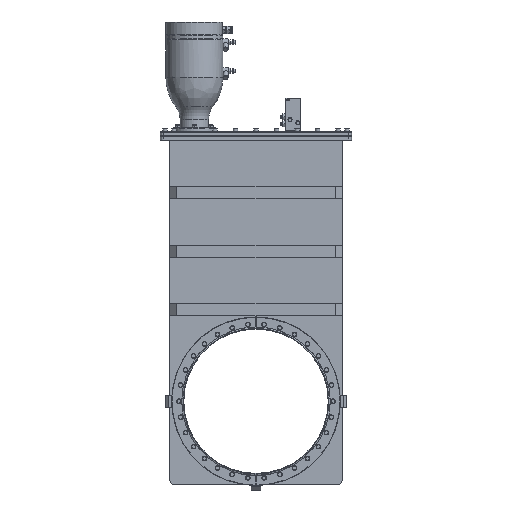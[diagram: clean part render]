
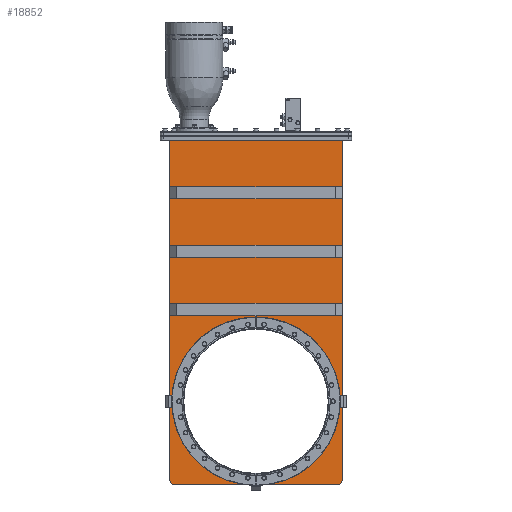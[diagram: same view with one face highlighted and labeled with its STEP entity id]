
A CAD part, top view. The second image highlights one B-rep face of the part: STEP entity #18852.
In plain terms, the highlighted planar face has unit normal (0, 0, 1).
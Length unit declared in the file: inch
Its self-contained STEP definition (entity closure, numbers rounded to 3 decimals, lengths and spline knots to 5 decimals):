
#2991=DIRECTION('',(-1.,0.,0.));
#2992=VECTOR('',#2991,6.02507);
#2993=CARTESIAN_POINT('',(6.703,-6.947,0.827));
#2994=LINE('',#2993,#2992);
#2995=CARTESIAN_POINT('',(0.,0.,0.827));
#2996=DIRECTION('',(0.,0.,-1.));
#2997=DIRECTION('',(0.,1.,0.));
#2998=AXIS2_PLACEMENT_3D('',#2995,#2996,#2997);
#3000=CARTESIAN_POINT('',(0.,0.,0.827));
#3001=DIRECTION('',(0.,0.,1.));
#3002=DIRECTION('',(0.,1.,0.));
#3003=AXIS2_PLACEMENT_3D('',#3000,#3001,#3002);
#3005=DIRECTION('',(-1.,0.,0.));
#3006=VECTOR('',#3005,6.02507);
#3007=CARTESIAN_POINT('',(-0.67793,-6.947,0.827));
#3008=LINE('',#3007,#3006);
#3009=DIRECTION('',(0.,-1.,0.));
#3010=VECTOR('',#3009,28.115);
#3011=CARTESIAN_POINT('',(-7.202,21.667,0.827));
#3012=LINE('',#3011,#3010);
#3013=DIRECTION('',(1.,0.,0.));
#3014=VECTOR('',#3013,14.404);
#3015=CARTESIAN_POINT('',(-7.202,21.667,0.827));
#3016=LINE('',#3015,#3014);
#3017=DIRECTION('',(0.,1.,0.));
#3018=VECTOR('',#3017,28.115);
#3019=CARTESIAN_POINT('',(7.202,-6.448,0.827));
#3020=LINE('',#3019,#3018);
#3021=DIRECTION('',(0.,-1.,0.));
#3022=VECTOR('',#3021,1.);
#3023=CARTESIAN_POINT('',(-7.182,8.12,0.827));
#3024=LINE('',#3023,#3022);
#3025=DIRECTION('',(1.,0.,0.));
#3026=VECTOR('',#3025,14.364);
#3027=CARTESIAN_POINT('',(-7.182,7.12,0.827));
#3028=LINE('',#3027,#3026);
#3029=DIRECTION('',(0.,1.,0.));
#3030=VECTOR('',#3029,1.);
#3031=CARTESIAN_POINT('',(7.182,7.12,0.827));
#3032=LINE('',#3031,#3030);
#3033=DIRECTION('',(-1.,0.,0.));
#3034=VECTOR('',#3033,14.364);
#3035=CARTESIAN_POINT('',(7.182,8.12,0.827));
#3036=LINE('',#3035,#3034);
#3037=DIRECTION('',(0.,-1.,0.));
#3038=VECTOR('',#3037,1.);
#3039=CARTESIAN_POINT('',(-7.182,12.97,0.827));
#3040=LINE('',#3039,#3038);
#3041=DIRECTION('',(1.,0.,0.));
#3042=VECTOR('',#3041,14.364);
#3043=CARTESIAN_POINT('',(-7.182,11.97,0.827));
#3044=LINE('',#3043,#3042);
#3045=DIRECTION('',(0.,1.,0.));
#3046=VECTOR('',#3045,1.);
#3047=CARTESIAN_POINT('',(7.182,11.97,0.827));
#3048=LINE('',#3047,#3046);
#3049=DIRECTION('',(-1.,0.,0.));
#3050=VECTOR('',#3049,14.364);
#3051=CARTESIAN_POINT('',(7.182,12.97,0.827));
#3052=LINE('',#3051,#3050);
#3053=DIRECTION('',(0.,-1.,0.));
#3054=VECTOR('',#3053,1.);
#3055=CARTESIAN_POINT('',(-7.182,17.82,0.827));
#3056=LINE('',#3055,#3054);
#3057=DIRECTION('',(1.,0.,0.));
#3058=VECTOR('',#3057,14.364);
#3059=CARTESIAN_POINT('',(-7.182,16.82,0.827));
#3060=LINE('',#3059,#3058);
#3061=DIRECTION('',(0.,1.,0.));
#3062=VECTOR('',#3061,1.);
#3063=CARTESIAN_POINT('',(7.182,16.82,0.827));
#3064=LINE('',#3063,#3062);
#3065=DIRECTION('',(-1.,0.,0.));
#3066=VECTOR('',#3065,14.364);
#3067=CARTESIAN_POINT('',(7.182,17.82,0.827));
#3068=LINE('',#3067,#3066);
#3637=CARTESIAN_POINT('',(6.703,-6.448,0.827));
#3638=DIRECTION('',(0.,0.,1.));
#3639=DIRECTION('',(0.,-1.,0.));
#3640=AXIS2_PLACEMENT_3D('',#3637,#3638,#3639);
#3711=CARTESIAN_POINT('',(-6.703,-6.448,0.827));
#3712=DIRECTION('',(0.,0.,1.));
#3713=DIRECTION('',(-1.,0.,0.));
#3714=AXIS2_PLACEMENT_3D('',#3711,#3712,#3713);
#11243=CARTESIAN_POINT('',(6.703,-6.947,0.827));
#11244=CARTESIAN_POINT('',(7.202,-6.448,0.827));
#11245=VERTEX_POINT('',#11243);
#11246=VERTEX_POINT('',#11244);
#11251=CARTESIAN_POINT('',(-7.202,-6.448,0.827));
#11252=CARTESIAN_POINT('',(-6.703,-6.947,0.827));
#11253=VERTEX_POINT('',#11251);
#11254=VERTEX_POINT('',#11252);
#11263=CARTESIAN_POINT('',(-7.202,21.667,0.827));
#11264=CARTESIAN_POINT('',(7.202,21.667,0.827));
#11265=VERTEX_POINT('',#11263);
#11266=VERTEX_POINT('',#11264);
#12297=CARTESIAN_POINT('',(0.67793,-6.947,0.827));
#12299=VERTEX_POINT('',#12297);
#12301=CARTESIAN_POINT('',(-0.67793,-6.947,0.827));
#12302=VERTEX_POINT('',#12301);
#12327=CARTESIAN_POINT('',(0.,6.98,0.827));
#12328=VERTEX_POINT('',#12327);
#13049=CARTESIAN_POINT('',(-7.182,8.12,0.827));
#13050=CARTESIAN_POINT('',(-7.182,7.12,0.827));
#13051=VERTEX_POINT('',#13049);
#13052=VERTEX_POINT('',#13050);
#13053=CARTESIAN_POINT('',(7.182,7.12,0.827));
#13054=VERTEX_POINT('',#13053);
#13055=CARTESIAN_POINT('',(7.182,8.12,0.827));
#13056=VERTEX_POINT('',#13055);
#13057=CARTESIAN_POINT('',(-7.182,12.97,0.827));
#13058=CARTESIAN_POINT('',(-7.182,11.97,0.827));
#13059=VERTEX_POINT('',#13057);
#13060=VERTEX_POINT('',#13058);
#13061=CARTESIAN_POINT('',(7.182,11.97,0.827));
#13062=VERTEX_POINT('',#13061);
#13063=CARTESIAN_POINT('',(7.182,12.97,0.827));
#13064=VERTEX_POINT('',#13063);
#13065=CARTESIAN_POINT('',(-7.182,17.82,0.827));
#13066=CARTESIAN_POINT('',(-7.182,16.82,0.827));
#13067=VERTEX_POINT('',#13065);
#13068=VERTEX_POINT('',#13066);
#13069=CARTESIAN_POINT('',(7.182,16.82,0.827));
#13070=VERTEX_POINT('',#13069);
#13071=CARTESIAN_POINT('',(7.182,17.82,0.827));
#13072=VERTEX_POINT('',#13071);
#18799=CARTESIAN_POINT('',(0.,0.,0.827));
#18800=DIRECTION('',(0.,0.,1.));
#18801=DIRECTION('',(1.,0.,0.));
#18802=AXIS2_PLACEMENT_3D('',#18799,#18800,#18801);
#18803=PLANE('',#18802);
#18805=ORIENTED_EDGE('',*,*,#18804,.T.);
#18806=ORIENTED_EDGE('',*,*,#18794,.F.);
#18807=ORIENTED_EDGE('',*,*,#18760,.T.);
#18809=ORIENTED_EDGE('',*,*,#18808,.T.);
#18811=ORIENTED_EDGE('',*,*,#18810,.F.);
#18813=ORIENTED_EDGE('',*,*,#18812,.F.);
#18815=ORIENTED_EDGE('',*,*,#18814,.T.);
#18817=ORIENTED_EDGE('',*,*,#18816,.F.);
#18819=ORIENTED_EDGE('',*,*,#18818,.F.);
#18820=EDGE_LOOP('',(#18805,#18806,#18807,#18809,#18811,#18813,#18815,#18817,
#18819));
#18821=FACE_OUTER_BOUND('',#18820,.F.);
#18823=ORIENTED_EDGE('',*,*,#18822,.T.);
#18825=ORIENTED_EDGE('',*,*,#18824,.T.);
#18827=ORIENTED_EDGE('',*,*,#18826,.T.);
#18829=ORIENTED_EDGE('',*,*,#18828,.T.);
#18830=EDGE_LOOP('',(#18823,#18825,#18827,#18829));
#18831=FACE_BOUND('',#18830,.F.);
#18833=ORIENTED_EDGE('',*,*,#18832,.T.);
#18835=ORIENTED_EDGE('',*,*,#18834,.T.);
#18837=ORIENTED_EDGE('',*,*,#18836,.T.);
#18839=ORIENTED_EDGE('',*,*,#18838,.T.);
#18840=EDGE_LOOP('',(#18833,#18835,#18837,#18839));
#18841=FACE_BOUND('',#18840,.F.);
#18843=ORIENTED_EDGE('',*,*,#18842,.T.);
#18845=ORIENTED_EDGE('',*,*,#18844,.T.);
#18847=ORIENTED_EDGE('',*,*,#18846,.T.);
#18849=ORIENTED_EDGE('',*,*,#18848,.T.);
#18850=EDGE_LOOP('',(#18843,#18845,#18847,#18849));
#18851=FACE_BOUND('',#18850,.F.);
#2999=CIRCLE('',#2998,6.98);
#3004=CIRCLE('',#3003,6.98);
#3641=CIRCLE('',#3640,0.499);
#3715=CIRCLE('',#3714,0.499);
#18760=EDGE_CURVE('',#12328,#12302,#3004,.T.);
#18794=EDGE_CURVE('',#12328,#12299,#2999,.T.);
#18804=EDGE_CURVE('',#11245,#12299,#2994,.T.);
#18808=EDGE_CURVE('',#12302,#11254,#3008,.T.);
#18810=EDGE_CURVE('',#11253,#11254,#3715,.T.);
#18812=EDGE_CURVE('',#11265,#11253,#3012,.T.);
#18814=EDGE_CURVE('',#11265,#11266,#3016,.T.);
#18816=EDGE_CURVE('',#11246,#11266,#3020,.T.);
#18818=EDGE_CURVE('',#11245,#11246,#3641,.T.);
#18822=EDGE_CURVE('',#13051,#13052,#3024,.T.);
#18824=EDGE_CURVE('',#13052,#13054,#3028,.T.);
#18826=EDGE_CURVE('',#13054,#13056,#3032,.T.);
#18828=EDGE_CURVE('',#13056,#13051,#3036,.T.);
#18832=EDGE_CURVE('',#13059,#13060,#3040,.T.);
#18834=EDGE_CURVE('',#13060,#13062,#3044,.T.);
#18836=EDGE_CURVE('',#13062,#13064,#3048,.T.);
#18838=EDGE_CURVE('',#13064,#13059,#3052,.T.);
#18842=EDGE_CURVE('',#13067,#13068,#3056,.T.);
#18844=EDGE_CURVE('',#13068,#13070,#3060,.T.);
#18846=EDGE_CURVE('',#13070,#13072,#3064,.T.);
#18848=EDGE_CURVE('',#13072,#13067,#3068,.T.);
#18852=ADVANCED_FACE('',(#18821,#18831,#18841,#18851),#18803,.T.);
